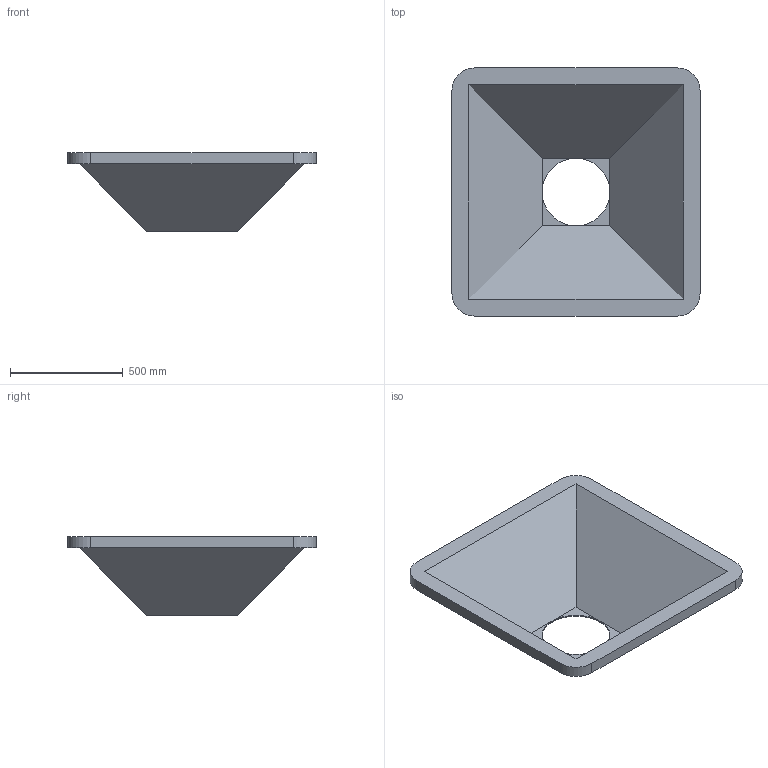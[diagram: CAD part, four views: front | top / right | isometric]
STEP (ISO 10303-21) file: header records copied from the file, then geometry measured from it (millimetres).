
FILE_DESCRIPTION (( 'STEP AP214' ), '1' );
FILE_NAME ('outlet_part.STEP', '2021-04-02T06:24:23', ( '' ), ( '' ), 'SwSTEP 2.0', 'SolidWorks 2017', '' );
FILE_SCHEMA (( 'AUTOMOTIVE_DESIGN' ));
Length unit declared in the file: millimetre
Products named in the file (1): outlet_part
Bounding box: 1100 x 1100.38 x 350 mm (x, y, z)
Volume: 67146787.2 mm3; surface area: 3213970.5 mm2
Topology: 5 solids, 5 shells, 39 faces, 84 edges, 56 vertices
Faces by surface type: plane 31, cylinder 8
Entity records: 1128 total; most frequent: CARTESIAN_POINT 180, DIRECTION 180, ORIENTED_EDGE 168, EDGE_CURVE 84, VECTOR 68, LINE 68, AXIS2_PLACEMENT_3D 56, VERTEX_POINT 56
